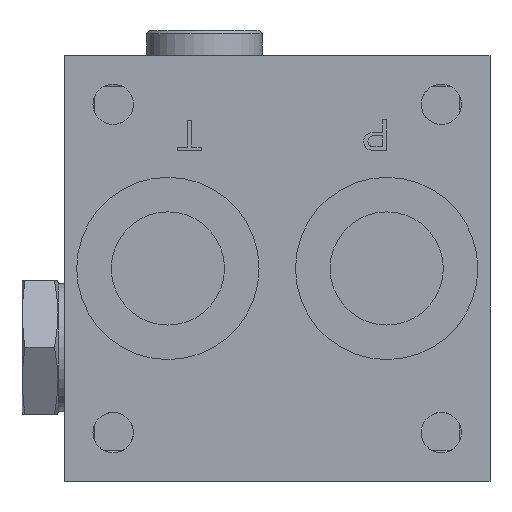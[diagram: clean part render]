
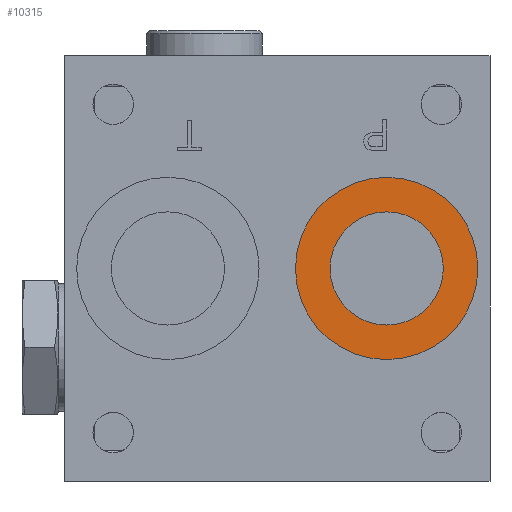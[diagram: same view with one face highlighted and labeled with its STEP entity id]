
A CAD part, front view. The second image highlights one B-rep face of the part: STEP entity #10315.
In plain terms, the highlighted planar face has unit normal (0, -1, 0).
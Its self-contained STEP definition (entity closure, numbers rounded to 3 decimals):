
#160=PLANE('',#10902);
#2142=ORIENTED_EDGE('',*,*,#3898,.T.);
#2143=ORIENTED_EDGE('',*,*,#4227,.T.);
#3898=EDGE_CURVE('',#4955,#4955,#5686,.T.);
#4227=EDGE_CURVE('',#5266,#5266,#5752,.T.);
#4955=VERTEX_POINT('',#13043);
#5266=VERTEX_POINT('',#14457);
#5686=CIRCLE('',#10800,9.316);
#5752=CIRCLE('',#10903,15.);
#5948=EDGE_LOOP('',(#2142));
#5949=EDGE_LOOP('',(#2143));
#6599=FACE_BOUND('',#5948,.T.);
#6600=FACE_BOUND('',#5949,.T.);
#10315=ADVANCED_FACE('',(#6599,#6600),#160,.F.);
#10800=AXIS2_PLACEMENT_3D('',#13042,#11448,#11449);
#10902=AXIS2_PLACEMENT_3D('',#14455,#11700,#11701);
#10903=AXIS2_PLACEMENT_3D('',#14456,#11702,#11703);
#11448=DIRECTION('',(0.,1.,0.));
#11449=DIRECTION('',(0.,0.,1.));
#11700=DIRECTION('',(0.,1.,0.));
#11701=DIRECTION('',(0.,0.,1.));
#11702=DIRECTION('',(0.,-1.,0.));
#11703=DIRECTION('',(0.,0.,-1.));
#13042=CARTESIAN_POINT('',(18.,-58.6,0.));
#13043=CARTESIAN_POINT('',(18.,-58.6,9.316));
#14455=CARTESIAN_POINT('',(18.,-58.6,0.));
#14456=CARTESIAN_POINT('',(18.,-58.6,0.));
#14457=CARTESIAN_POINT('',(18.,-58.6,-15.));
